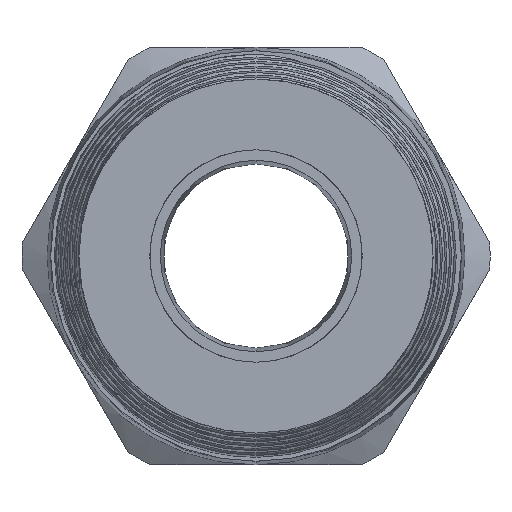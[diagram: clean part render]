
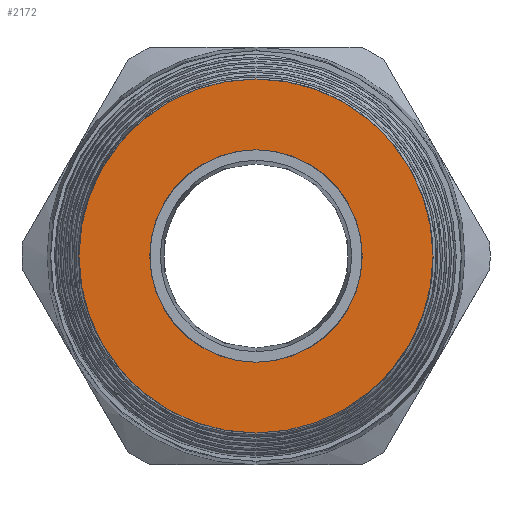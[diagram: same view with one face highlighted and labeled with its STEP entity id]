
A CAD part, left-side view. The second image highlights one B-rep face of the part: STEP entity #2172.
In plain terms, the highlighted planar face has unit normal (-1, 0, 0).
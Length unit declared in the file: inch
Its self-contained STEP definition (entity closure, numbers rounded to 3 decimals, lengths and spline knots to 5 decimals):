
#1177 = VERTEX_POINT ( 'NONE', #3988 ) ;
#1178 = EDGE_CURVE ( 'NONE', #1184, #1177, #3987, .T. ) ;
#1184 = VERTEX_POINT ( 'NONE', #3973 ) ;
#1189 = VERTEX_POINT ( 'NONE', #3964 ) ;
#1196 = VERTEX_POINT ( 'NONE', #4016 ) ;
#1225 = EDGE_CURVE ( 'NONE', #1196, #1189, #4113, .T. ) ;
#1580 = EDGE_CURVE ( 'NONE', #1189, #1196, #6279, .T. ) ;
#2166 = ORIENTED_EDGE ( 'NONE', *, *, #1178, .T. ) ;
#2172 = ADVANCED_FACE ( 'NONE', ( #7752, #7751 ), #7750, .T. ) ;
#2177 = EDGE_LOOP ( 'NONE', ( #2217, #2222 ) ) ;
#2181 = EDGE_LOOP ( 'NONE', ( #2182, #2166 ) ) ;
#2182 = ORIENTED_EDGE ( 'NONE', *, *, #2185, .T. ) ;
#2185 = EDGE_CURVE ( 'NONE', #1177, #1184, #7744, .T. ) ;
#2217 = ORIENTED_EDGE ( 'NONE', *, *, #1225, .F. ) ;
#2222 = ORIENTED_EDGE ( 'NONE', *, *, #1580, .F. ) ;
#3964 = CARTESIAN_POINT ( 'NONE',  ( -2.13, 0., 0.14991 ) ) ;
#3973 = CARTESIAN_POINT ( 'NONE',  ( -2.13, 0., 0.24991 ) ) ;
#3983 = DIRECTION ( 'NONE',  ( 0., 0., 1. ) ) ;
#3984 = DIRECTION ( 'NONE',  ( -1., 0., 0. ) ) ;
#3985 = CARTESIAN_POINT ( 'NONE',  ( -2.13, 0., 0. ) ) ;
#3986 = AXIS2_PLACEMENT_3D ( 'NONE', #3985, #3984, #3983 ) ;
#3987 = CIRCLE ( 'NONE', #3986, 0.24991 ) ;
#3988 = CARTESIAN_POINT ( 'NONE',  ( -2.13, 0., -0.24991 ) ) ;
#4016 = CARTESIAN_POINT ( 'NONE',  ( -2.13, 0., -0.14991 ) ) ;
#4109 = DIRECTION ( 'NONE',  ( 0., 0., 1. ) ) ;
#4110 = DIRECTION ( 'NONE',  ( -1., 0., 0. ) ) ;
#4111 = CARTESIAN_POINT ( 'NONE',  ( -2.13, 0., 0. ) ) ;
#4112 = AXIS2_PLACEMENT_3D ( 'NONE', #4111, #4110, #4109 ) ;
#4113 = CIRCLE ( 'NONE', #4112, 0.14991 ) ;
#6274 = DIRECTION ( 'NONE',  ( 0., 0., 1. ) ) ;
#6275 = DIRECTION ( 'NONE',  ( -1., 0., 0. ) ) ;
#6276 = CARTESIAN_POINT ( 'NONE',  ( -2.13, 0., 0. ) ) ;
#6278 = AXIS2_PLACEMENT_3D ( 'NONE', #6276, #6275, #6274 ) ;
#6279 = CIRCLE ( 'NONE', #6278, 0.14991 ) ;
#7739 = DIRECTION ( 'NONE',  ( 0., 0., 1. ) ) ;
#7741 = DIRECTION ( 'NONE',  ( -1., 0., 0. ) ) ;
#7742 = CARTESIAN_POINT ( 'NONE',  ( -2.13, 0., 0. ) ) ;
#7743 = AXIS2_PLACEMENT_3D ( 'NONE', #7742, #7741, #7739 ) ;
#7744 = CIRCLE ( 'NONE', #7743, 0.24991 ) ;
#7746 = DIRECTION ( 'NONE',  ( 0., 0., 1. ) ) ;
#7747 = DIRECTION ( 'NONE',  ( -1., 0., 0. ) ) ;
#7748 = CARTESIAN_POINT ( 'NONE',  ( -2.13, 0., 0. ) ) ;
#7749 = AXIS2_PLACEMENT_3D ( 'NONE', #7748, #7747, #7746 ) ;
#7750 = PLANE ( 'NONE',  #7749 ) ;
#7751 = FACE_BOUND ( 'NONE', #2177, .T. ) ;
#7752 = FACE_OUTER_BOUND ( 'NONE', #2181, .T. ) ;
